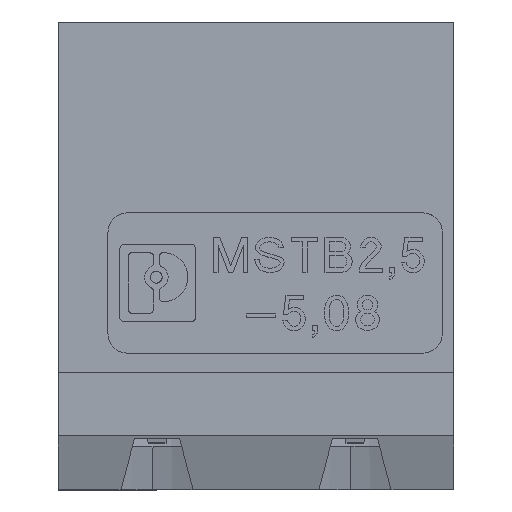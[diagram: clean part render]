
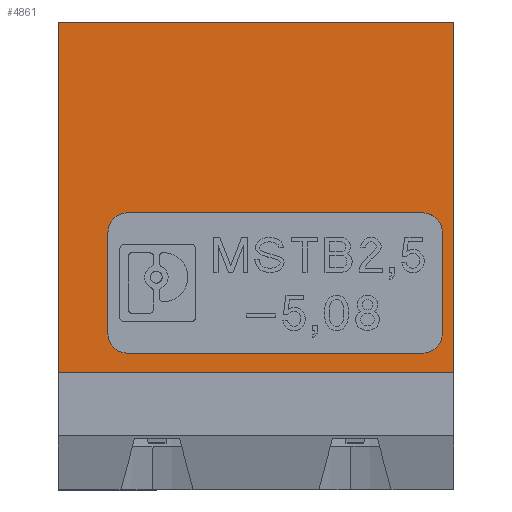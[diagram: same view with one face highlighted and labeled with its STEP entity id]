
A CAD part, top view. The second image highlights one B-rep face of the part: STEP entity #4861.
In plain terms, the highlighted planar face has unit normal (0, 0, 1).
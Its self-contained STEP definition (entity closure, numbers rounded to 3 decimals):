
#4861=ADVANCED_FACE('',(#12966,#12967),#12968,.T.);
#6007=VERTEX_POINT('',#14693);
#6009=EDGE_CURVE('',#14695,#6007,#14696,.T.);
#6017=VERTEX_POINT('',#14705);
#6019=EDGE_CURVE('',#14707,#6017,#14708,.T.);
#6253=VERTEX_POINT('',#14975);
#6257=VERTEX_POINT('',#14979);
#6259=EDGE_CURVE('',#6253,#6257,#14981,.T.);
#6415=VERTEX_POINT('',#15137);
#6417=EDGE_CURVE('',#14687,#6415,#15139,.T.);
#6737=VERTEX_POINT('',#15460);
#6739=EDGE_CURVE('',#6253,#6737,#15462,.T.);
#6811=VERTEX_POINT('',#15534);
#6815=EDGE_CURVE('',#6811,#6737,#15538,.T.);
#6847=EDGE_CURVE('',#6811,#6257,#15570,.T.);
#6849=EDGE_CURVE('',#6007,#15572,#15573,.T.);
#6851=VERTEX_POINT('',#15575);
#6853=EDGE_CURVE('',#6851,#14695,#15577,.T.);
#6855=EDGE_CURVE('',#6017,#6851,#15579,.T.);
#6857=EDGE_CURVE('',#6415,#14707,#15581,.T.);
#12966=FACE_OUTER_BOUND('',#23454,.T.);
#12967=FACE_BOUND('',#23455,.T.);
#12968=PLANE('',#23456);
#14679=VERTEX_POINT('',#25559);
#14687=VERTEX_POINT('',#25570);
#14693=CARTESIAN_POINT('',(1.78,3.5,7.67));
#14695=VERTEX_POINT('',#25581);
#14696=CIRCLE('',#25582,0.5);
#14705=CARTESIAN_POINT('',(1.28,6.6,7.67));
#14707=VERTEX_POINT('',#25597);
#14708=CIRCLE('',#25598,0.5);
#14975=CARTESIAN_POINT('',(10.16,12.0,7.67));
#14979=CARTESIAN_POINT('',(10.16,3.,7.67));
#14981=LINE('',#26051,#26052);
#15137=CARTESIAN_POINT('',(1.78,7.1,7.67));
#15139=LINE('',#26303,#26304);
#15460=CARTESIAN_POINT('',(0.,12.0,7.67));
#15462=LINE('',#26836,#26837);
#15534=CARTESIAN_POINT('',(0.,3.,7.67));
#15538=LINE('',#26958,#26959);
#15570=LINE('',#27008,#27009);
#15572=VERTEX_POINT('',#27012);
#15573=LINE('',#27013,#27014);
#15575=CARTESIAN_POINT('',(1.28,4.,7.67));
#15577=CIRCLE('',#27019,0.5);
#15579=LINE('',#27022,#27023);
#15581=CIRCLE('',#27026,0.5);
#17294=VERTEX_POINT('',#29676);
#23454=EDGE_LOOP('',(#37080,#37081,#37082,#37083));
#23455=EDGE_LOOP('',(#37084,#37085,#37086,#37087,#37088,#37089,#37090,#37091,#37092,#37093,#37094,#37095));
#23456=AXIS2_PLACEMENT_3D('',#37096,#37097,#37098);
#25559=CARTESIAN_POINT('',(9.86,4.,7.67));
#25570=CARTESIAN_POINT('',(9.36,7.1,7.67));
#25581=CARTESIAN_POINT('',(1.28,3.997,7.67));
#25582=AXIS2_PLACEMENT_3D('',#42461,#42462,#42463);
#25597=CARTESIAN_POINT('',(1.777,7.1,7.67));
#25598=AXIS2_PLACEMENT_3D('',#42468,#42469,#42470);
#26051=CARTESIAN_POINT('',(10.16,12.0,7.67));
#26052=VECTOR('',#42596,1.0);
#26303=CARTESIAN_POINT('',(4.669,7.1,7.67));
#26304=VECTOR('',#42653,1.0);
#26836=CARTESIAN_POINT('',(10.16,12.0,7.67));
#26837=VECTOR('',#42780,1.0);
#26958=CARTESIAN_POINT('',(0.,3.,7.67));
#26959=VECTOR('',#42803,1.0);
#27008=CARTESIAN_POINT('',(0.,3.,7.67));
#27009=VECTOR('',#42812,1.0);
#27012=CARTESIAN_POINT('',(9.36,3.5,7.67));
#27013=CARTESIAN_POINT('',(8.648,3.5,7.67));
#27014=VECTOR('',#42813,1.0);
#27019=AXIS2_PLACEMENT_3D('',#42814,#42815,#42816);
#27022=CARTESIAN_POINT('',(1.28,6.6,7.67));
#27023=VECTOR('',#42817,1.0);
#27026=AXIS2_PLACEMENT_3D('',#42818,#42819,#42820);
#29676=CARTESIAN_POINT('',(9.86,6.6,7.67));
#37080=ORIENTED_EDGE('',*,*,#6739,.T.);
#37081=ORIENTED_EDGE('',*,*,#6815,.F.);
#37082=ORIENTED_EDGE('',*,*,#6847,.T.);
#37083=ORIENTED_EDGE('',*,*,#6259,.F.);
#37084=ORIENTED_EDGE('',*,*,#6417,.F.);
#37085=ORIENTED_EDGE('',*,*,#44446,.F.);
#37086=ORIENTED_EDGE('',*,*,#44544,.F.);
#37087=ORIENTED_EDGE('',*,*,#44545,.F.);
#37088=ORIENTED_EDGE('',*,*,#44443,.F.);
#37089=ORIENTED_EDGE('',*,*,#44546,.F.);
#37090=ORIENTED_EDGE('',*,*,#6849,.F.);
#37091=ORIENTED_EDGE('',*,*,#6009,.F.);
#37092=ORIENTED_EDGE('',*,*,#6853,.F.);
#37093=ORIENTED_EDGE('',*,*,#6855,.F.);
#37094=ORIENTED_EDGE('',*,*,#6019,.F.);
#37095=ORIENTED_EDGE('',*,*,#6857,.F.);
#37096=CARTESIAN_POINT('',(2.604,2.775,7.67));
#37097=DIRECTION('',(0.0,0.0,1.0));
#37098=DIRECTION('',(1.0,0.0,0.0));
#42461=CARTESIAN_POINT('',(1.78,4.,7.67));
#42462=DIRECTION('',(0.0,0.0,1.0));
#42463=DIRECTION('',(-1.0,0.0,0.0));
#42468=CARTESIAN_POINT('',(1.78,6.6,7.67));
#42469=DIRECTION('',(0.0,-0.0,1.0));
#42470=DIRECTION('',(0.0,1.0,0.0));
#42596=DIRECTION('',(0.0,-1.0,0.0));
#42653=DIRECTION('',(-1.0,0.0,0.0));
#42780=DIRECTION('',(-1.0,0.0,0.0));
#42803=DIRECTION('',(0.0,1.0,0.0));
#42812=DIRECTION('',(1.0,0.0,0.0));
#42813=DIRECTION('',(1.0,0.0,0.0));
#42814=CARTESIAN_POINT('',(1.78,4.,7.67));
#42815=DIRECTION('',(0.0,0.0,1.0));
#42816=DIRECTION('',(-1.0,0.0,0.0));
#42817=DIRECTION('',(0.0,-1.0,0.0));
#42818=CARTESIAN_POINT('',(1.78,6.6,7.67));
#42819=DIRECTION('',(0.0,-0.0,1.0));
#42820=DIRECTION('',(0.0,1.0,0.0));
#44443=EDGE_CURVE('',#45193,#14679,#45195,.T.);
#44446=EDGE_CURVE('',#45197,#14687,#45199,.T.);
#44544=EDGE_CURVE('',#17294,#45197,#45297,.T.);
#44545=EDGE_CURVE('',#14679,#17294,#45298,.T.);
#44546=EDGE_CURVE('',#15572,#45193,#45299,.T.);
#45193=VERTEX_POINT('',#45964);
#45195=CIRCLE('',#45967,0.5);
#45197=VERTEX_POINT('',#45969);
#45199=CIRCLE('',#45972,0.5);
#45297=CIRCLE('',#46088,0.5);
#45298=LINE('',#46089,#46090);
#45299=CIRCLE('',#46091,0.5);
#45964=CARTESIAN_POINT('',(9.363,3.5,7.67));
#45967=AXIS2_PLACEMENT_3D('',#46662,#46663,#46664);
#45969=CARTESIAN_POINT('',(9.86,6.603,7.67));
#45972=AXIS2_PLACEMENT_3D('',#46666,#46667,#46668);
#46088=AXIS2_PLACEMENT_3D('',#46687,#46688,#46689);
#46089=CARTESIAN_POINT('',(9.86,4.72,7.67));
#46090=VECTOR('',#46690,1.0);
#46091=AXIS2_PLACEMENT_3D('',#46691,#46692,#46693);
#46662=CARTESIAN_POINT('',(9.36,4.,7.67));
#46663=DIRECTION('',(0.0,0.0,1.0));
#46664=DIRECTION('',(0.006,-1.,0.0));
#46666=CARTESIAN_POINT('',(9.36,6.6,7.67));
#46667=DIRECTION('',(0.0,-0.0,1.0));
#46668=DIRECTION('',(1.,0.006,0.0));
#46687=CARTESIAN_POINT('',(9.36,6.6,7.67));
#46688=DIRECTION('',(0.0,-0.0,1.0));
#46689=DIRECTION('',(1.,0.006,0.0));
#46690=DIRECTION('',(0.0,1.0,0.0));
#46691=CARTESIAN_POINT('',(9.36,4.,7.67));
#46692=DIRECTION('',(0.0,0.0,1.0));
#46693=DIRECTION('',(0.006,-1.,0.0));
